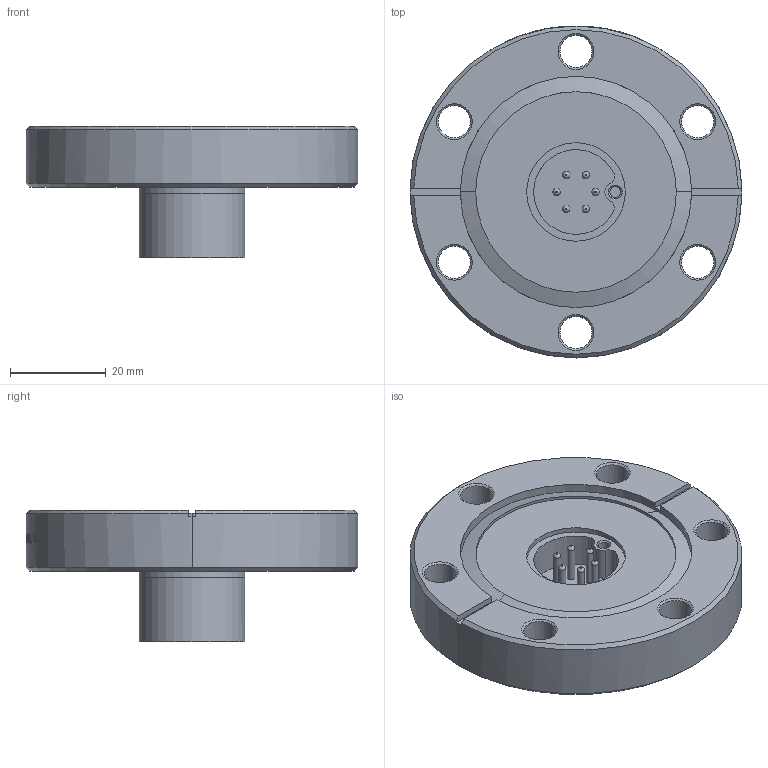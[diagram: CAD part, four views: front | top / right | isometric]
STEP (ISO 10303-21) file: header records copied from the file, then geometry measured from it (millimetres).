
FILE_DESCRIPTION(/* description */ ('Alibre Inc.'),/* implementation_level */ '2;1');
FILE_NAME(/* name */ 'export0',/* time_stamp */ '2016-05-23T08:02:52-07:00',/* author */ (''),/* organization */ (''),/* preprocessor_version */ 'ST-DEVELOPER v14',/* originating_system */ 'Alibre',/* authorisation */ '');
FILE_SCHEMA (('CONFIG_CONTROL_DESIGN'));
Length unit declared in the file: centimetre
Products named in the file (1): ID_1
Bounding box: 69.34 x 69.34 x 27.46 mm (x, y, z)
Volume: 42925.5 mm3; surface area: 14662.5 mm2
Topology: 1 solids, 1 shells, 403 faces, 1033 edges, 679 vertices
Faces by surface type: plane 145, bspline 140, cylinder 73, cone 32, torus 12, sphere 1
Full cylindrical faces by diameter (mm): 1.524 x12, 2.261 x1, 17.653 x1, 20.599 x1, 22.018 x1, 22.098 x1, 22.606 x1
Entity records: 36383 total; most frequent: CARTESIAN_POINT 28088, ORIENTED_EDGE 1970, DIRECTION 1090, EDGE_CURVE 985, VERTEX_POINT 663, AXIS2_PLACEMENT_3D 499, EDGE_LOOP 494, FACE_BOUND 494
